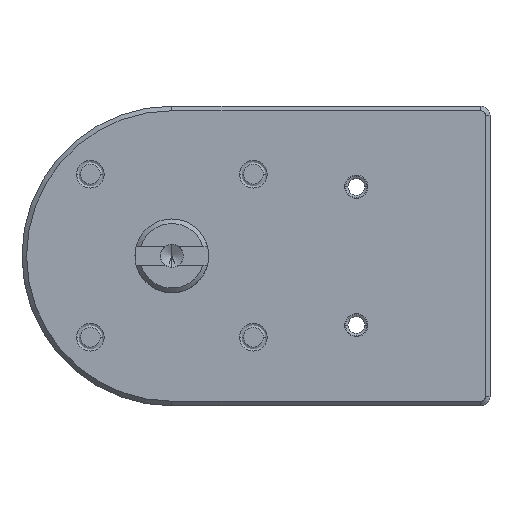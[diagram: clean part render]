
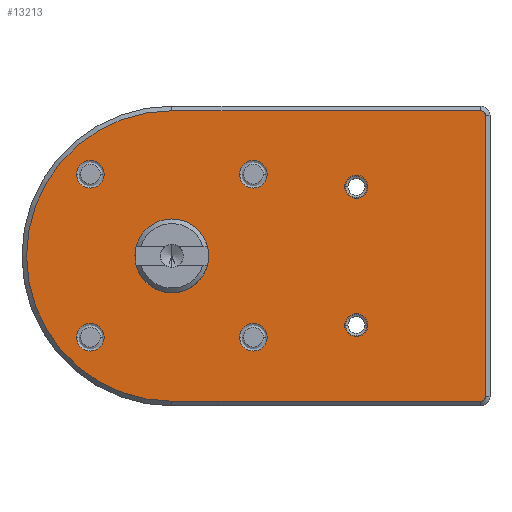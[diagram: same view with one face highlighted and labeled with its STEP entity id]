
A CAD part, top view. The second image highlights one B-rep face of the part: STEP entity #13213.
In plain terms, the highlighted planar face has unit normal (0, 0, 1).
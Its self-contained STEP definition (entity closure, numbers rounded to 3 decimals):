
#7297=DIRECTION('',(1.,0.,0.));
#7298=VECTOR('',#7297,67.);
#7299=CARTESIAN_POINT('',(0.,-31.5,5.));
#7300=LINE('',#7299,#7298);
#7304=CARTESIAN_POINT('',(0.,0.,5.));
#7305=DIRECTION('',(0.,0.,1.));
#7306=DIRECTION('',(0.,1.,0.));
#7307=AXIS2_PLACEMENT_3D('',#7304,#7305,#7306);
#7312=DIRECTION('',(-1.,0.,0.));
#7313=VECTOR('',#7312,67.);
#7314=CARTESIAN_POINT('',(67.,31.5,5.));
#7315=LINE('',#7314,#7313);
#7319=CARTESIAN_POINT('',(67.,30.5,5.));
#7320=DIRECTION('',(0.,0.,1.));
#7321=DIRECTION('',(1.,0.,0.));
#7322=AXIS2_PLACEMENT_3D('',#7319,#7320,#7321);
#7327=DIRECTION('',(0.,1.,0.));
#7328=VECTOR('',#7327,61.);
#7329=CARTESIAN_POINT('',(68.,-30.5,5.));
#7330=LINE('',#7329,#7328);
#7334=CARTESIAN_POINT('',(67.,-30.5,5.));
#7335=DIRECTION('',(0.,0.,1.));
#7336=DIRECTION('',(0.,-1.,0.));
#7337=AXIS2_PLACEMENT_3D('',#7334,#7335,#7336);
#7342=CARTESIAN_POINT('',(0.,0.,5.));
#7343=DIRECTION('',(0.,0.,-1.));
#7344=DIRECTION('',(0.,1.,0.));
#7345=AXIS2_PLACEMENT_3D('',#7342,#7343,#7344);
#7350=CARTESIAN_POINT('',(0.,0.,5.));
#7351=DIRECTION('',(0.,0.,-1.));
#7352=DIRECTION('',(0.,-1.,0.));
#7353=AXIS2_PLACEMENT_3D('',#7350,#7351,#7352);
#7358=CARTESIAN_POINT('',(17.678,17.728,5.));
#7359=DIRECTION('',(0.,0.,-1.));
#7360=DIRECTION('',(1.,0.,0.));
#7361=AXIS2_PLACEMENT_3D('',#7358,#7359,#7360);
#7366=CARTESIAN_POINT('',(17.678,17.728,5.));
#7367=DIRECTION('',(0.,0.,-1.));
#7368=DIRECTION('',(-1.,0.,0.));
#7369=AXIS2_PLACEMENT_3D('',#7366,#7367,#7368);
#7374=CARTESIAN_POINT('',(-17.678,17.728,5.));
#7375=DIRECTION('',(0.,0.,-1.));
#7376=DIRECTION('',(1.,0.,0.));
#7377=AXIS2_PLACEMENT_3D('',#7374,#7375,#7376);
#7382=CARTESIAN_POINT('',(-17.678,17.728,5.));
#7383=DIRECTION('',(0.,0.,-1.));
#7384=DIRECTION('',(-1.,0.,0.));
#7385=AXIS2_PLACEMENT_3D('',#7382,#7383,#7384);
#7390=CARTESIAN_POINT('',(-17.678,-17.628,
5.));
#7391=DIRECTION('',(0.,0.,-1.));
#7392=DIRECTION('',(1.,0.,0.));
#7393=AXIS2_PLACEMENT_3D('',#7390,#7391,#7392);
#7398=CARTESIAN_POINT('',(-17.678,-17.628,
5.));
#7399=DIRECTION('',(0.,0.,-1.));
#7400=DIRECTION('',(-1.,0.,0.));
#7401=AXIS2_PLACEMENT_3D('',#7398,#7399,#7400);
#7406=CARTESIAN_POINT('',(17.678,-17.628,5.));
#7407=DIRECTION('',(0.,0.,-1.));
#7408=DIRECTION('',(1.,0.,0.));
#7409=AXIS2_PLACEMENT_3D('',#7406,#7407,#7408);
#7414=CARTESIAN_POINT('',(17.678,-17.628,5.));
#7415=DIRECTION('',(0.,0.,-1.));
#7416=DIRECTION('',(-1.,0.,0.));
#7417=AXIS2_PLACEMENT_3D('',#7414,#7415,#7416);
#7422=CARTESIAN_POINT('',(40.,15.,5.));
#7423=DIRECTION('',(0.,0.,-1.));
#7424=DIRECTION('',(-1.,0.,0.));
#7425=AXIS2_PLACEMENT_3D('',#7422,#7423,#7424);
#7430=CARTESIAN_POINT('',(40.,15.,5.));
#7431=DIRECTION('',(0.,0.,-1.));
#7432=DIRECTION('',(1.,0.,0.));
#7433=AXIS2_PLACEMENT_3D('',#7430,#7431,#7432);
#7438=CARTESIAN_POINT('',(40.,-15.,5.));
#7439=DIRECTION('',(0.,0.,-1.));
#7440=DIRECTION('',(-1.,0.,0.));
#7441=AXIS2_PLACEMENT_3D('',#7438,#7439,#7440);
#7446=CARTESIAN_POINT('',(40.,-15.,5.));
#7447=DIRECTION('',(0.,0.,-1.));
#7448=DIRECTION('',(1.,0.,0.));
#7449=AXIS2_PLACEMENT_3D('',#7446,#7447,#7448);
#11626=CARTESIAN_POINT('',(0.,-31.5,5.));
#11627=CARTESIAN_POINT('',(67.,-31.5,5.));
#11628=VERTEX_POINT('',#11626);
#11629=VERTEX_POINT('',#11627);
#11630=CARTESIAN_POINT('',(68.,-30.5,5.));
#11631=VERTEX_POINT('',#11630);
#11632=CARTESIAN_POINT('',(68.,30.5,5.));
#11633=VERTEX_POINT('',#11632);
#11634=CARTESIAN_POINT('',(67.,31.5,5.));
#11635=VERTEX_POINT('',#11634);
#11636=CARTESIAN_POINT('',(0.,31.5,5.));
#11637=VERTEX_POINT('',#11636);
#11877=CARTESIAN_POINT('',(42.328,-15.,5.));
#11878=VERTEX_POINT('',#11877);
#11879=CARTESIAN_POINT('',(37.672,-15.,
5.));
#11880=VERTEX_POINT('',#11879);
#11881=CARTESIAN_POINT('',(42.328,15.,5.));
#11883=VERTEX_POINT('',#11881);
#11885=CARTESIAN_POINT('',(37.672,15.,5.));
#11886=VERTEX_POINT('',#11885);
#11942=CARTESIAN_POINT('',(14.678,-17.628,5.));
#11944=VERTEX_POINT('',#11942);
#11945=CARTESIAN_POINT('',(20.678,-17.628,
5.));
#11946=VERTEX_POINT('',#11945);
#11986=CARTESIAN_POINT('',(-20.678,-17.628,5.));
#11988=VERTEX_POINT('',#11986);
#11989=CARTESIAN_POINT('',(-14.678,-17.628,
5.));
#11990=VERTEX_POINT('',#11989);
#12030=CARTESIAN_POINT('',(-20.678,17.728,5.));
#12032=VERTEX_POINT('',#12030);
#12033=CARTESIAN_POINT('',(-14.678,17.728,
5.));
#12034=VERTEX_POINT('',#12033);
#12074=CARTESIAN_POINT('',(14.678,17.728,5.));
#12076=VERTEX_POINT('',#12074);
#12077=CARTESIAN_POINT('',(20.678,17.728,5.));
#12078=VERTEX_POINT('',#12077);
#12118=CARTESIAN_POINT('',(0.,-5.6,5.));
#12120=VERTEX_POINT('',#12118);
#12121=CARTESIAN_POINT('',(0.,5.6,5.));
#12122=VERTEX_POINT('',#12121);
#13158=CARTESIAN_POINT('',(18.25,0.,5.));
#13159=DIRECTION('',(0.,0.,1.));
#13160=DIRECTION('',(-1.,0.,0.));
#13161=AXIS2_PLACEMENT_3D('',#13158,#13159,#13160);
#13162=PLANE('',#13161);
#13163=ORIENTED_EDGE('',*,*,#13151,.F.);
#13164=ORIENTED_EDGE('',*,*,#13081,.F.);
#13165=ORIENTED_EDGE('',*,*,#13096,.F.);
#13166=ORIENTED_EDGE('',*,*,#13112,.F.);
#13167=ORIENTED_EDGE('',*,*,#13126,.F.);
#13168=ORIENTED_EDGE('',*,*,#13138,.F.);
#13169=EDGE_LOOP('',(#13163,#13164,#13165,#13166,#13167,#13168));
#13170=FACE_OUTER_BOUND('',#13169,.F.);
#13172=ORIENTED_EDGE('',*,*,#13171,.F.);
#13174=ORIENTED_EDGE('',*,*,#13173,.F.);
#13175=EDGE_LOOP('',(#13172,#13174));
#13176=FACE_BOUND('',#13175,.F.);
#13178=ORIENTED_EDGE('',*,*,#13177,.F.);
#13180=ORIENTED_EDGE('',*,*,#13179,.F.);
#13181=EDGE_LOOP('',(#13178,#13180));
#13182=FACE_BOUND('',#13181,.F.);
#13184=ORIENTED_EDGE('',*,*,#13183,.F.);
#13186=ORIENTED_EDGE('',*,*,#13185,.F.);
#13187=EDGE_LOOP('',(#13184,#13186));
#13188=FACE_BOUND('',#13187,.F.);
#13190=ORIENTED_EDGE('',*,*,#13189,.F.);
#13192=ORIENTED_EDGE('',*,*,#13191,.F.);
#13193=EDGE_LOOP('',(#13190,#13192));
#13194=FACE_BOUND('',#13193,.F.);
#13196=ORIENTED_EDGE('',*,*,#13195,.F.);
#13198=ORIENTED_EDGE('',*,*,#13197,.F.);
#13199=EDGE_LOOP('',(#13196,#13198));
#13200=FACE_BOUND('',#13199,.F.);
#13202=ORIENTED_EDGE('',*,*,#13201,.F.);
#13204=ORIENTED_EDGE('',*,*,#13203,.F.);
#13205=EDGE_LOOP('',(#13202,#13204));
#13206=FACE_BOUND('',#13205,.F.);
#13208=ORIENTED_EDGE('',*,*,#13207,.F.);
#13210=ORIENTED_EDGE('',*,*,#13209,.F.);
#13211=EDGE_LOOP('',(#13208,#13210));
#13212=FACE_BOUND('',#13211,.F.);
#13213=ADVANCED_FACE('',(#13170,#13176,#13182,#13188,#13194,#13200,#13206,
#13212),#13162,.T.);
#7308=CIRCLE('',#7307,31.5);
#7323=CIRCLE('',#7322,1.);
#7338=CIRCLE('',#7337,1.);
#7346=CIRCLE('',#7345,5.6);
#7354=CIRCLE('',#7353,5.6);
#7362=CIRCLE('',#7361,3.);
#7370=CIRCLE('',#7369,3.);
#7378=CIRCLE('',#7377,3.);
#7386=CIRCLE('',#7385,3.);
#7394=CIRCLE('',#7393,3.);
#7402=CIRCLE('',#7401,3.);
#7410=CIRCLE('',#7409,3.);
#7418=CIRCLE('',#7417,3.);
#7426=CIRCLE('',#7425,2.328);
#7434=CIRCLE('',#7433,2.328);
#7442=CIRCLE('',#7441,2.328);
#7450=CIRCLE('',#7449,2.328);
#13081=EDGE_CURVE('',#11637,#11628,#7308,.T.);
#13096=EDGE_CURVE('',#11635,#11637,#7315,.T.);
#13112=EDGE_CURVE('',#11633,#11635,#7323,.T.);
#13126=EDGE_CURVE('',#11631,#11633,#7330,.T.);
#13138=EDGE_CURVE('',#11629,#11631,#7338,.T.);
#13151=EDGE_CURVE('',#11628,#11629,#7300,.T.);
#13171=EDGE_CURVE('',#12122,#12120,#7346,.T.);
#13173=EDGE_CURVE('',#12120,#12122,#7354,.T.);
#13177=EDGE_CURVE('',#12078,#12076,#7362,.T.);
#13179=EDGE_CURVE('',#12076,#12078,#7370,.T.);
#13183=EDGE_CURVE('',#12034,#12032,#7378,.T.);
#13185=EDGE_CURVE('',#12032,#12034,#7386,.T.);
#13189=EDGE_CURVE('',#11990,#11988,#7394,.T.);
#13191=EDGE_CURVE('',#11988,#11990,#7402,.T.);
#13195=EDGE_CURVE('',#11946,#11944,#7410,.T.);
#13197=EDGE_CURVE('',#11944,#11946,#7418,.T.);
#13201=EDGE_CURVE('',#11886,#11883,#7426,.T.);
#13203=EDGE_CURVE('',#11883,#11886,#7434,.T.);
#13207=EDGE_CURVE('',#11880,#11878,#7442,.T.);
#13209=EDGE_CURVE('',#11878,#11880,#7450,.T.);
